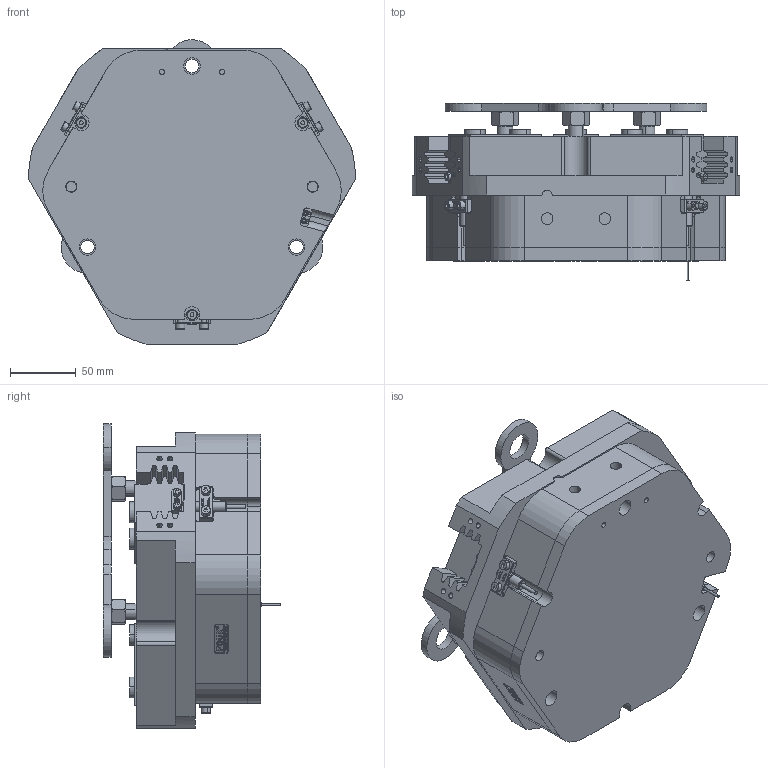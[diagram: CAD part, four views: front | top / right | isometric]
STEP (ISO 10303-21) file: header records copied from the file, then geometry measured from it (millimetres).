
FILE_DESCRIPTION (( 'STEP AP203' ), '1' );
FILE_NAME ('FZ160-250-C30.STEP', '2025-03-31T02:49:14', ( 'USER-' ), ( 'Microsoft' ), 'SwSTEP 2.0', 'SolidWorks 2018', '' );
FILE_SCHEMA (( 'CONFIG_CONTROL_DESIGN' ));
Length unit declared in the file: millimetre
Products named in the file (18): -C30; FZ160-250-M-01 褲极; 电容传感器8x30接近开关; FZ160-250-M-07 奻猾裔; GBT 6170M12.stp; 晚假蚾輸B.step; 25x10-R1.5; FZ160-250-M-02 賑輸; 内六角圆柱头螺钉[GBT70_1-2008][M3×12]; FZ160-250-C30; 20241226-M4 M4換覜ん揤輸.step; FZ160-250-M-05 菁裔啣; FZ160-250-M-06 芢啣裔; 翐种杶 ; FZ160-250-M-11 芢裝; 棠羲換覜ん; 芢蹋啣; 内六角圆柱头螺钉[GBT70_1-2008][M4×16]
Assembly tree (47 placements, depth 3):
  FZ160-250-C30
    FZ160-250-M-01 褲极
    FZ160-250-M-02 賑輸  x3
    FZ160-250-M-05 菁裔啣
    FZ160-250-M-07 奻猾裔
    FZ160-250-M-06 芢啣裔  x3
    翐种杶   x6
    20241226-M4 M4換覜ん揤輸.step  x3
    晚假蚾輸B.step  x3
    内六角圆柱头螺钉[GBT70_1-2008][M3×12]  x6
    内六角圆柱头螺钉[GBT70_1-2008][M4×16]  x6
    电容传感器8x30接近开关  x3
    25x10-R1.5
    棠羲換覜ん  x2
    -C30
      FZ160-250-M-11 芢裝  x3
      GBT 6170M12.stp  x3
      芢蹋啣
Bounding box: 249.69 x 135.16 x 231.95 mm (x, y, z)
Volume: 3460162.4 mm3; surface area: 422844.5 mm2
Topology: 46 solids, 54 shells, 2766 faces, 7265 edges, 4687 vertices
Faces by surface type: plane 1338, cylinder 636, bspline 490, cone 254, torus 48
Entity records: 63040 total; most frequent: CARTESIAN_POINT 20485, ORIENTED_EDGE 8680, DIRECTION 7538, EDGE_CURVE 4340, VERTEX_POINT 2833, VECTOR 2794, LINE 2794, AXIS2_PLACEMENT_3D 2372
